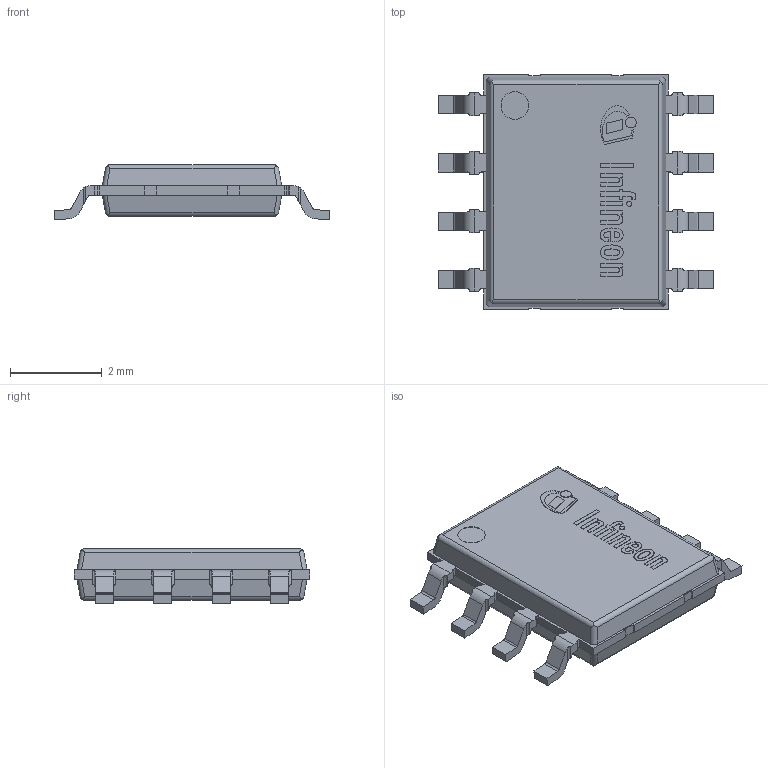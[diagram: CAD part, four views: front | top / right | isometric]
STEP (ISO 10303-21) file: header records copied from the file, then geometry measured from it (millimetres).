
FILE_DESCRIPTION(/* description */ (''),/* implementation_level */ '2;1');
FILE_NAME(/* name */ 'PG-TDSO-8-2_Z8B00157680_V09_3D.stp',/* time_stamp */ '2025-08-24T12:24:21+05:30',/* author */ ('sivamani'),/* organization */ (''),/* preprocessor_version */ 'ST-DEVELOPER v19.2',/* originating_system */ 'AutoCAD Mechanical',/* authorisation */ '');
FILE_SCHEMA (('AUTOMOTIVE_DESIGN { 1 0 10303 214 3 1 1 }'));
Length unit declared in the file: millimetre
Products named in the file (1): Product
Bounding box: 6 x 5.12 x 1.21 mm (x, y, z)
Volume: 22.3 mm3; surface area: 152.7 mm2
Topology: 28 solids, 28 shells, 490 faces, 1299 edges, 866 vertices
Faces by surface type: plane 292, cylinder 198
Full cylindrical faces by diameter (mm): 0.114 x1, 0.234 x1, 0.6 x2
Entity records: 15562 total; most frequent: CARTESIAN_POINT 2968, DIRECTION 2661, ORIENTED_EDGE 2598, EDGE_CURVE 1299, LINE 887, VECTOR 887, AXIS2_PLACEMENT_3D 887, VERTEX_POINT 866
